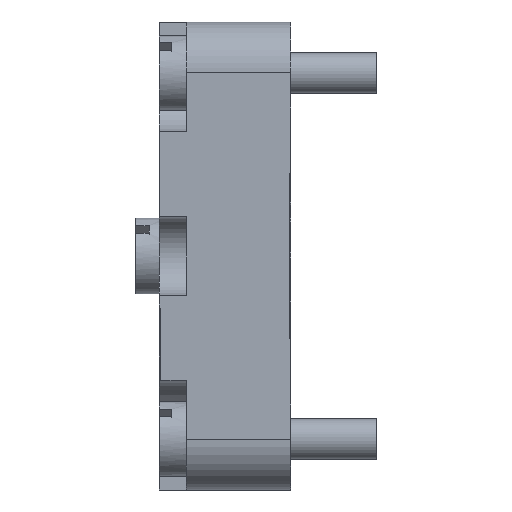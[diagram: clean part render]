
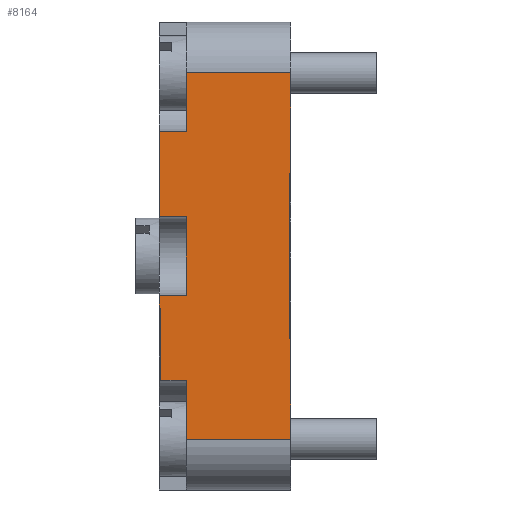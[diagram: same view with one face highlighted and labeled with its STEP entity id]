
A CAD part, left-side view. The second image highlights one B-rep face of the part: STEP entity #8164.
In plain terms, the highlighted free-form (B-spline) face has degree [1, 1] with [2, 2] control points.
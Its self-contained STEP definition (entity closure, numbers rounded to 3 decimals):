
#7599=CARTESIAN_POINT('V66',(-25.75,7.7,
   -13.5));
#7600=VERTEX_POINT('V66',#7599);
#7623=CARTESIAN_POINT('V67',(-25.75,0.,
   -13.5));
#7624=VERTEX_POINT('V67',#7623);
#7638=CARTESIAN_POINT('E80',(-25.75,0.,
   -13.5));
#7639=CARTESIAN_POINT('E80',(-25.75,7.7,
   -13.5));
#7640=B_SPLINE_CURVE_WITH_KNOTS('E80',1,(#7638,#7639),
   .POLYLINE_FORM.,.F.,.U.,(2,2),(0.0,0.794),
   .UNSPECIFIED.);
#7641=EDGE_CURVE('E80',#7624,#7600,#7640,.T.);
#7651=CARTESIAN_POINT('V60',(-25.75,7.7,
   -2.9));
#7652=VERTEX_POINT('V60',#7651);
#7653=CARTESIAN_POINT('V59',(-25.75,7.7,
   2.9));
#7654=VERTEX_POINT('V59',#7653);
#7670=CARTESIAN_POINT('E73',(-25.75,7.7,
   2.9));
#7671=CARTESIAN_POINT('E73',(-25.75,7.7,
   -2.9));
#7672=QUASI_UNIFORM_CURVE('E73',1,(#7670,#7671),.POLYLINE_FORM.,.F.,
   .U.);
#7673=EDGE_CURVE('E73',#7654,#7652,#7672,.T.);
#7696=CARTESIAN_POINT('V61',(-25.75,9.7,
   -2.9));
#7697=VERTEX_POINT('V61',#7696);
#7698=CARTESIAN_POINT('E74',(-25.75,7.7,
   -2.9));
#7699=CARTESIAN_POINT('E74',(-25.75,9.7,
   -2.9));
#7700=QUASI_UNIFORM_CURVE('E74',1,(#7698,#7699),.POLYLINE_FORM.,.F.,
   .U.);
#7701=EDGE_CURVE('E74',#7652,#7697,#7700,.T.);
#7704=CARTESIAN_POINT('V58',(-25.75,9.7,
   2.9));
#7705=VERTEX_POINT('V58',#7704);
#7706=CARTESIAN_POINT('E72',(-25.75,9.7,
   2.9));
#7707=CARTESIAN_POINT('E72',(-25.75,7.7,
   2.9));
#7708=QUASI_UNIFORM_CURVE('E72',1,(#7706,#7707),.POLYLINE_FORM.,.F.,
   .U.);
#7709=EDGE_CURVE('E72',#7705,#7654,#7708,.T.);
#7964=CARTESIAN_POINT('V55',(-25.75,7.7,
   13.5));
#7965=VERTEX_POINT('V55',#7964);
#7966=CARTESIAN_POINT('V56',(-25.75,7.7,
   9.15));
#7967=VERTEX_POINT('V56',#7966);
#7968=CARTESIAN_POINT('E69',(-25.75,7.7,
   13.5));
#7969=CARTESIAN_POINT('E69',(-25.75,7.7,
   9.15));
#7970=QUASI_UNIFORM_CURVE('E69',1,(#7968,#7969),.POLYLINE_FORM.,.F.,
   .U.);
#7971=EDGE_CURVE('E69',#7965,#7967,#7970,.T.);
#8043=CARTESIAN_POINT('V54',(-25.75,0.,
   13.5));
#8044=VERTEX_POINT('V54',#8043);
#8045=CARTESIAN_POINT('E68',(-25.75,0.,
   13.5));
#8046=CARTESIAN_POINT('E68',(-25.75,7.7,
   13.5));
#8047=B_SPLINE_CURVE_WITH_KNOTS('E68',1,(#8045,#8046),
   .POLYLINE_FORM.,.F.,.U.,(2,2),(0.0,0.794),
   .UNSPECIFIED.);
#8048=EDGE_CURVE('E68',#8044,#7965,#8047,.T.);
#8073=CARTESIAN_POINT('F18',(-25.75,9.7,
   13.5));
#8074=CARTESIAN_POINT('F18',(-25.75,9.7,
   -13.5));
#8075=CARTESIAN_POINT('F18',(-25.75,0.,
   13.5));
#8076=CARTESIAN_POINT('F18',(-25.75,0.,
   -13.5));
#8077=B_SPLINE_SURFACE_WITH_KNOTS('F18',1,1,((#8073,#8075),(#8074,
   #8076)),.PLANE_SURF.,.F.,.F.,.U.,(2,2),(2,2),(0.0,
   2.784),(0.0,1.0),.UNSPECIFIED.);
#8078=CARTESIAN_POINT('V51',(-25.75,0.1,
   -6.1));
#8079=VERTEX_POINT('V51',#8078);
#8080=CARTESIAN_POINT('V52',(-25.75,0.1,
   6.1));
#8081=VERTEX_POINT('V52',#8080);
#8082=CARTESIAN_POINT('E65',(-25.75,0.1,
   -6.1));
#8083=CARTESIAN_POINT('E65',(-25.75,0.1,
   6.1));
#8084=B_SPLINE_CURVE_WITH_KNOTS('E65',1,(#8082,#8083),
   .POLYLINE_FORM.,.F.,.U.,(2,2),(0.0,122.0),.UNSPECIFIED.);
#8085=EDGE_CURVE('E65',#8079,#8081,#8084,.T.);
#8086=ORIENTED_EDGE('E65',*,*,#8085,.T.);
#8087=CARTESIAN_POINT('V53',(-25.75,0.,
   6.1));
#8088=VERTEX_POINT('V53',#8087);
#8089=CARTESIAN_POINT('E66',(-25.75,0.1,
   6.1));
#8090=CARTESIAN_POINT('E66',(-25.75,0.,
   6.1));
#8091=QUASI_UNIFORM_CURVE('E66',1,(#8089,#8090),.POLYLINE_FORM.,.F.,
   .U.);
#8092=EDGE_CURVE('E66',#8081,#8088,#8091,.T.);
#8093=ORIENTED_EDGE('E66',*,*,#8092,.T.);
#8094=CARTESIAN_POINT('E67',(-25.75,0.,
   13.5));
#8095=CARTESIAN_POINT('E67',(-25.75,0.,
   6.1));
#8096=B_SPLINE_CURVE_WITH_KNOTS('E67',1,(#8094,#8095),
   .POLYLINE_FORM.,.F.,.U.,(2,2),(0.0,0.274),
   .UNSPECIFIED.);
#8097=EDGE_CURVE('E67',#8044,#8088,#8096,.T.);
#8098=ORIENTED_EDGE('E67',*,*,#8097,.F.);
#8099=ORIENTED_EDGE('E68',*,*,#8048,.T.);
#8100=ORIENTED_EDGE('E69',*,*,#7971,.T.);
#8101=CARTESIAN_POINT('V57',(-25.75,9.7,
   9.15));
#8102=VERTEX_POINT('V57',#8101);
#8103=CARTESIAN_POINT('E70',(-25.75,7.7,
   9.15));
#8104=CARTESIAN_POINT('E70',(-25.75,9.7,
   9.15));
#8105=QUASI_UNIFORM_CURVE('E70',1,(#8103,#8104),.POLYLINE_FORM.,.F.,
   .U.);
#8106=EDGE_CURVE('E70',#7967,#8102,#8105,.T.);
#8107=ORIENTED_EDGE('E70',*,*,#8106,.T.);
#8108=CARTESIAN_POINT('E71',(-25.75,9.7,
   2.9));
#8109=CARTESIAN_POINT('E71',(-25.75,9.7,
   9.15));
#8110=B_SPLINE_CURVE_WITH_KNOTS('E71',1,(#8108,#8109),
   .POLYLINE_FORM.,.F.,.U.,(2,2),(0.607,
   0.839),.UNSPECIFIED.);
#8111=EDGE_CURVE('E71',#7705,#8102,#8110,.T.);
#8112=ORIENTED_EDGE('E71',*,*,#8111,.F.);
#8113=ORIENTED_EDGE('E72',*,*,#7709,.T.);
#8114=ORIENTED_EDGE('F98',*,*,#7673,.T.);
#8115=ORIENTED_EDGE('E74',*,*,#7701,.T.);
#8116=CARTESIAN_POINT('V62',(-25.75,9.7,
   -3.85));
#8117=VERTEX_POINT('V62',#8116);
#8118=CARTESIAN_POINT('E75',(-25.75,9.7,
   -3.85));
#8119=CARTESIAN_POINT('E75',(-25.75,9.7,
   -2.9));
#8120=B_SPLINE_CURVE_WITH_KNOTS('E75',1,(#8118,#8119),
   .POLYLINE_FORM.,.F.,.U.,(2,2),(0.357,
   0.393),.UNSPECIFIED.);
#8121=EDGE_CURVE('E75',#8117,#7697,#8120,.T.);
#8122=ORIENTED_EDGE('E75',*,*,#8121,.F.);
#8123=CARTESIAN_POINT('V63',(-25.75,9.6,
   -3.85));
#8124=VERTEX_POINT('V63',#8123);
#8125=CARTESIAN_POINT('E76',(-25.75,9.7,
   -3.85));
#8126=CARTESIAN_POINT('E76',(-25.75,9.6,
   -3.85));
#8127=QUASI_UNIFORM_CURVE('E76',1,(#8125,#8126),.POLYLINE_FORM.,.F.,
   .U.);
#8128=EDGE_CURVE('E76',#8117,#8124,#8127,.T.);
#8129=ORIENTED_EDGE('E76',*,*,#8128,.T.);
#8130=CARTESIAN_POINT('V64',(-25.75,9.6,
   -9.15));
#8131=VERTEX_POINT('V64',#8130);
#8132=CARTESIAN_POINT('E77',(-25.75,9.6,
   -3.85));
#8133=CARTESIAN_POINT('E77',(-25.75,9.6,
   -9.15));
#8134=B_SPLINE_CURVE_WITH_KNOTS('E77',1,(#8132,#8133),
   .POLYLINE_FORM.,.F.,.U.,(2,2),(2.,55.0),
   .UNSPECIFIED.);
#8135=EDGE_CURVE('E77',#8124,#8131,#8134,.T.);
#8136=ORIENTED_EDGE('E77',*,*,#8135,.T.);
#8137=CARTESIAN_POINT('V65',(-25.75,7.7,
   -9.15));
#8138=VERTEX_POINT('V65',#8137);
#8139=CARTESIAN_POINT('E78',(-25.75,9.6,
   -9.15));
#8140=CARTESIAN_POINT('E78',(-25.75,7.7,
   -9.15));
#8141=B_SPLINE_CURVE_WITH_KNOTS('E78',1,(#8139,#8140),
   .POLYLINE_FORM.,.F.,.U.,(2,2),(0.05,1.0),
   .UNSPECIFIED.);
#8142=EDGE_CURVE('E78',#8131,#8138,#8141,.T.);
#8143=ORIENTED_EDGE('E78',*,*,#8142,.T.);
#8144=CARTESIAN_POINT('E79',(-25.75,7.7,
   -9.15));
#8145=CARTESIAN_POINT('E79',(-25.75,7.7,
   -13.5));
#8146=QUASI_UNIFORM_CURVE('E79',1,(#8144,#8145),.POLYLINE_FORM.,.F.,
   .U.);
#8147=EDGE_CURVE('E79',#8138,#7600,#8146,.T.);
#8148=ORIENTED_EDGE('E79',*,*,#8147,.T.);
#8149=ORIENTED_EDGE('F94',*,*,#7641,.F.);
#8150=CARTESIAN_POINT('V68',(-25.75,0.,
   -6.1));
#8151=VERTEX_POINT('V68',#8150);
#8152=CARTESIAN_POINT('E81',(-25.75,0.,
   -6.1));
#8153=CARTESIAN_POINT('E81',(-25.75,0.,
   -13.5));
#8154=B_SPLINE_CURVE_WITH_KNOTS('E81',1,(#8152,#8153),
   .POLYLINE_FORM.,.F.,.U.,(2,2),(0.726,1.0),
   .UNSPECIFIED.);
#8155=EDGE_CURVE('E81',#8151,#7624,#8154,.T.);
#8156=ORIENTED_EDGE('E81',*,*,#8155,.F.);
#8157=CARTESIAN_POINT('E82',(-25.75,0.,
   -6.1));
#8158=CARTESIAN_POINT('E82',(-25.75,0.1,
   -6.1));
#8159=QUASI_UNIFORM_CURVE('E82',1,(#8157,#8158),.POLYLINE_FORM.,.F.,
   .U.);
#8160=EDGE_CURVE('E82',#8151,#8079,#8159,.T.);
#8161=ORIENTED_EDGE('E82',*,*,#8160,.T.);
#8162=EDGE_LOOP('F18',(#8086,#8093,#8098,#8099,#8100,#8107,#8112,
   #8113,#8114,#8115,#8122,#8129,#8136,#8143,#8148,#8149,#8156,#8161)
   );
#8163=FACE_OUTER_BOUND('F18',#8162,.T.);
#8164=ADVANCED_FACE('F18',(#8163),#8077,.T.);
